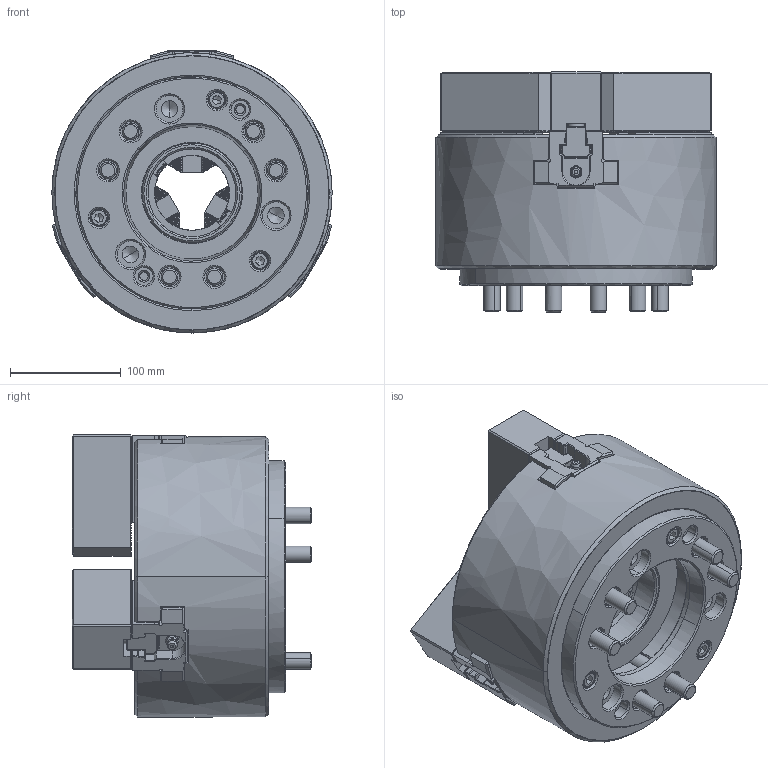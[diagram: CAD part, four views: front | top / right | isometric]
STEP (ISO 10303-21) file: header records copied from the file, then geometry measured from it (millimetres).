
FILE_DESCRIPTION(('FreeCAD Model'),'2;1');
FILE_NAME('Open CASCADE Shape Model','2025-05-09T05:21:31',('FreeCAD'),( 'FreeCAD'),'Open CASCADE STEP processor 7.6','FreeCAD','Unknown');
FILE_SCHEMA(('AUTOMOTIVE_DESIGN { 1 0 10303 214 1 1 1 1 }'));
Products named in the file (1): Open CASCADE STEP translator 7.6 1
Bounding box: 252.74 x 216.08 x 254.32 mm (x, y, z)
Volume: 6161320.1 mm3; surface area: 565681.4 mm2
Topology: 24 solids, 24 shells, 4329 faces, 14016 edges, 8894 vertices
Faces by surface type: bspline 4329
Entity records: 172560 total; most frequent: CARTESIAN_POINT 96031, ORIENTED_EDGE 27896, EDGE_CURVE 13948, B_SPLINE_CURVE_WITH_KNOTS 10038, VERTEX_POINT 8894, FACE_BOUND 4454, EDGE_LOOP 4454, ADVANCED_FACE 4329
